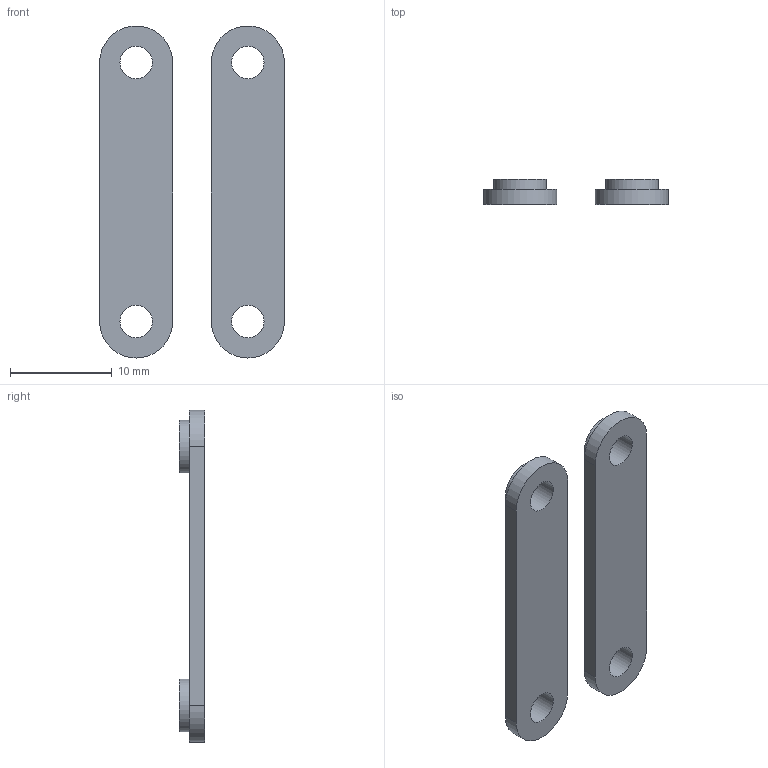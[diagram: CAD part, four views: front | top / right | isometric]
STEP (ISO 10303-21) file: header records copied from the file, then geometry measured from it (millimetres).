
FILE_DESCRIPTION(/* description */ (''),/* implementation_level */ '2;1');
FILE_NAME(/* name */ 'MAX30102 Clip - Food 1.step',/* time_stamp */ '2022-02-01T12:14:25+01:00',/* author */ (''),/* organization */ (''),/* preprocessor_version */ 'ST-DEVELOPER v18.1',/* originating_system */ 'Autodesk Translation Framework v10.13.0.1454',/* authorisation */ '');
FILE_SCHEMA (('AUTOMOTIVE_DESIGN { 1 0 10303 214 3 1 1 }'));
Length unit declared in the file: millimetre
Products named in the file (1): MAX30102 Clip
Bounding box: 18.2 x 2.5 x 32.7 mm (x, y, z)
Volume: 677.5 mm3; surface area: 1219.7 mm2
Topology: 2 solids, 2 shells, 24 faces, 48 edges, 32 vertices
Faces by surface type: cylinder 12, plane 12
Full cylindrical faces by diameter (mm): 3.2 x4, 5.2 x4
Entity records: 684 total; most frequent: DIRECTION 122, CARTESIAN_POINT 105, ORIENTED_EDGE 96, AXIS2_PLACEMENT_3D 49, EDGE_CURVE 48, EDGE_LOOP 36, VERTEX_POINT 32, FACE_OUTER_BOUND 24
